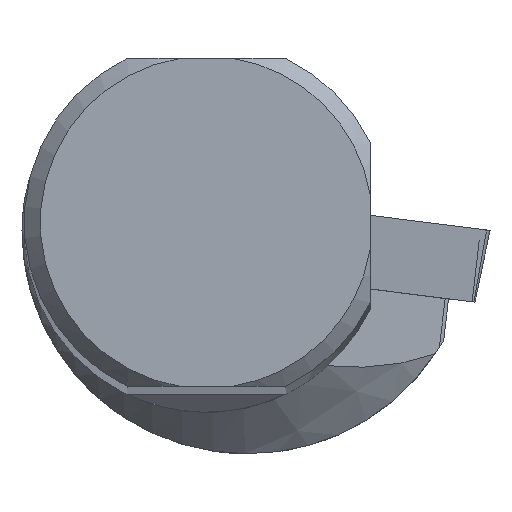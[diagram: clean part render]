
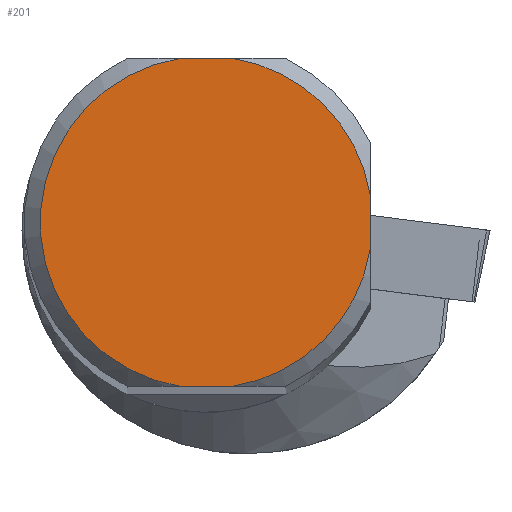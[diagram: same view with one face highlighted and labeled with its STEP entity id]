
A CAD part, top view. The second image highlights one B-rep face of the part: STEP entity #201.
In plain terms, the highlighted planar face has unit normal (0, 0, 1).
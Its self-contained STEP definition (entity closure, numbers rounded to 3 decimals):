
#156=FACE_OUTER_BOUND('',#403,.T.);
#201=ADVANCED_FACE('',(#156),#231,.T.);
#231=PLANE('',#1053);
#270=LINE('',#1635,#321);
#281=LINE('',#1737,#332);
#282=LINE('',#1738,#333);
#321=VECTOR('',#1210,1.);
#332=VECTOR('',#1269,1.);
#333=VECTOR('',#1270,1.);
#403=EDGE_LOOP('',(#579,#580,#581,#582,#583,#584));
#579=ORIENTED_EDGE('',*,*,#844,.T.);
#580=ORIENTED_EDGE('',*,*,#833,.F.);
#581=ORIENTED_EDGE('',*,*,#810,.T.);
#582=ORIENTED_EDGE('',*,*,#843,.F.);
#583=ORIENTED_EDGE('',*,*,#845,.T.);
#584=ORIENTED_EDGE('',*,*,#828,.F.);
#715=VERTEX_POINT('',#1634);
#716=VERTEX_POINT('',#1636);
#729=VERTEX_POINT('',#1679);
#730=VERTEX_POINT('',#1681);
#732=VERTEX_POINT('',#1693);
#738=VERTEX_POINT('',#1734);
#810=EDGE_CURVE('',#716,#715,#270,.T.);
#828=EDGE_CURVE('',#729,#730,#886,.T.);
#833=EDGE_CURVE('',#716,#732,#889,.T.);
#843=EDGE_CURVE('',#738,#715,#891,.T.);
#844=EDGE_CURVE('',#729,#732,#281,.T.);
#845=EDGE_CURVE('',#738,#730,#282,.T.);
#886=CIRCLE('',#1040,7.23);
#889=CIRCLE('',#1044,7.23);
#891=CIRCLE('',#1051,7.23);
#1040=AXIS2_PLACEMENT_3D('',#1680,#1240,#1241);
#1044=AXIS2_PLACEMENT_3D('',#1696,#1248,#1249);
#1051=AXIS2_PLACEMENT_3D('',#1735,#1265,#1266);
#1053=AXIS2_PLACEMENT_3D('',#1739,#1271,#1272);
#1210=DIRECTION('',(0.,1.,0.));
#1240=DIRECTION('',(0.,0.,-1.));
#1241=DIRECTION('',(-1.,0.,0.));
#1248=DIRECTION('',(0.,0.,-1.));
#1249=DIRECTION('',(-1.,0.,0.));
#1265=DIRECTION('',(0.,0.,-1.));
#1266=DIRECTION('',(-1.,0.,0.));
#1269=DIRECTION('',(1.,0.,0.));
#1270=DIRECTION('',(-1.,0.,0.));
#1271=DIRECTION('',(0.,0.,1.));
#1272=DIRECTION('',(-1.,0.,0.));
#1634=CARTESIAN_POINT('',(7.13,1.198,0.));
#1635=CARTESIAN_POINT('',(7.13,0.,0.));
#1636=CARTESIAN_POINT('',(7.13,-1.198,0.));
#1679=CARTESIAN_POINT('',(-1.137,-7.14,0.));
#1680=CARTESIAN_POINT('',(0.,0.,0.));
#1681=CARTESIAN_POINT('',(-1.137,7.14,0.));
#1693=CARTESIAN_POINT('',(1.137,-7.14,0.));
#1696=CARTESIAN_POINT('',(0.,0.,0.));
#1734=CARTESIAN_POINT('',(1.137,7.14,0.));
#1735=CARTESIAN_POINT('',(0.,0.,0.));
#1737=CARTESIAN_POINT('',(0.,-7.14,0.));
#1738=CARTESIAN_POINT('',(0.,7.14,0.));
#1739=CARTESIAN_POINT('',(0.,0.,
0.));
